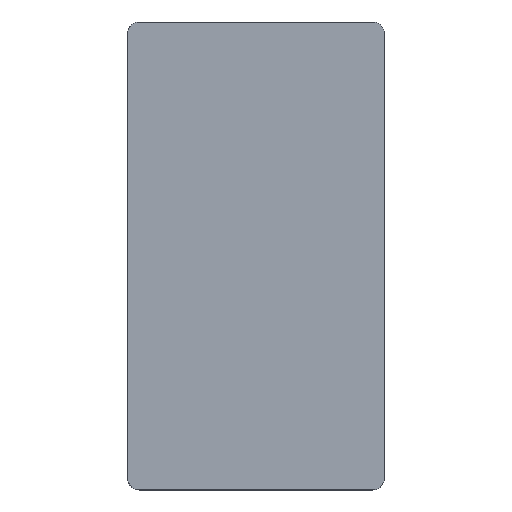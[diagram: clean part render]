
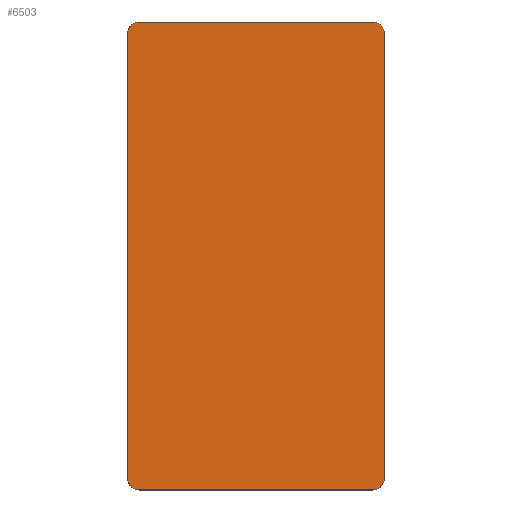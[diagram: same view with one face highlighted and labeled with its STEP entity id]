
A CAD part, top view. The second image highlights one B-rep face of the part: STEP entity #6503.
In plain terms, the highlighted planar face has unit normal (0, 0, 1).
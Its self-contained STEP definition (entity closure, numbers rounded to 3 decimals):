
#334=PLANE('',#6733);
#684=FACE_OUTER_BOUND('',#1060,.T.);
#1060=EDGE_LOOP('',(#5946,#5947,#5948,#5949,#5950,#5951,#5952,#5953));
#1920=LINE('',#12268,#2522);
#1924=LINE('',#12280,#2526);
#1934=LINE('',#12305,#2536);
#1935=LINE('',#12308,#2537);
#2522=VECTOR('',#7624,10.);
#2526=VECTOR('',#7636,10.);
#2536=VECTOR('',#7656,10.);
#2537=VECTOR('',#7659,10.);
#2660=CIRCLE('',#6723,2.);
#2661=CIRCLE('',#6726,2.);
#2664=CIRCLE('',#6732,2.);
#2665=CIRCLE('',#6734,2.);
#3231=VERTEX_POINT('',#12252);
#3232=VERTEX_POINT('',#12253);
#3237=VERTEX_POINT('',#12266);
#3238=VERTEX_POINT('',#12270);
#3241=VERTEX_POINT('',#12278);
#3250=VERTEX_POINT('',#12300);
#3251=VERTEX_POINT('',#12304);
#3252=VERTEX_POINT('',#12306);
#4141=EDGE_CURVE('',#3231,#3232,#2660,.T.);
#4149=EDGE_CURVE('',#3231,#3237,#1920,.T.);
#4150=EDGE_CURVE('',#3238,#3237,#2661,.T.);
#4155=EDGE_CURVE('',#3238,#3241,#1924,.T.);
#4165=EDGE_CURVE('',#3250,#3241,#2664,.T.);
#4167=EDGE_CURVE('',#3250,#3251,#1934,.T.);
#4168=EDGE_CURVE('',#3252,#3251,#2665,.T.);
#4169=EDGE_CURVE('',#3252,#3232,#1935,.T.);
#5946=ORIENTED_EDGE('',*,*,#4141,.F.);
#5947=ORIENTED_EDGE('',*,*,#4149,.T.);
#5948=ORIENTED_EDGE('',*,*,#4150,.F.);
#5949=ORIENTED_EDGE('',*,*,#4155,.T.);
#5950=ORIENTED_EDGE('',*,*,#4165,.F.);
#5951=ORIENTED_EDGE('',*,*,#4167,.T.);
#5952=ORIENTED_EDGE('',*,*,#4168,.F.);
#5953=ORIENTED_EDGE('',*,*,#4169,.T.);
#6503=ADVANCED_FACE('',(#684),#334,.T.);
#6723=AXIS2_PLACEMENT_3D('',#12254,#7613,#7614);
#6726=AXIS2_PLACEMENT_3D('',#12271,#7627,#7628);
#6732=AXIS2_PLACEMENT_3D('',#12301,#7651,#7652);
#6733=AXIS2_PLACEMENT_3D('',#12303,#7654,#7655);
#6734=AXIS2_PLACEMENT_3D('',#12307,#7657,#7658);
#7613=DIRECTION('center_axis',(0.,0.,-1.));
#7614=DIRECTION('ref_axis',(-0.707,-0.707,0.));
#7624=DIRECTION('',(1.,0.,0.));
#7627=DIRECTION('center_axis',(0.,0.,-1.));
#7628=DIRECTION('ref_axis',(0.707,-0.707,0.));
#7636=DIRECTION('',(0.,1.,0.));
#7651=DIRECTION('center_axis',(0.,0.,-1.));
#7652=DIRECTION('ref_axis',(0.707,0.707,0.));
#7654=DIRECTION('center_axis',(0.,0.,1.));
#7655=DIRECTION('ref_axis',(1.,0.,0.));
#7656=DIRECTION('',(-1.,0.,0.));
#7657=DIRECTION('center_axis',(0.,0.,-1.));
#7658=DIRECTION('ref_axis',(-0.707,0.707,0.));
#7659=DIRECTION('',(0.,-1.,0.));
#12252=CARTESIAN_POINT('',(-20.,-14.052,-5.));
#12253=CARTESIAN_POINT('',(-22.,-12.052,-5.));
#12254=CARTESIAN_POINT('Origin',(-20.,-12.052,-5.));
#12266=CARTESIAN_POINT('',(20.,-14.052,-5.));
#12268=CARTESIAN_POINT('',(-15.5,-14.052,-5.));
#12270=CARTESIAN_POINT('',(22.,-12.052,-5.));
#12271=CARTESIAN_POINT('Origin',(20.,-12.052,-5.));
#12278=CARTESIAN_POINT('',(22.,64.052,-5.));
#12280=CARTESIAN_POINT('',(22.,-14.052,-5.));
#12300=CARTESIAN_POINT('',(20.,66.052,-5.));
#12301=CARTESIAN_POINT('Origin',(20.,64.052,-5.));
#12303=CARTESIAN_POINT('Origin',(0.,26.,-5.));
#12304=CARTESIAN_POINT('',(-20.,66.052,-5.));
#12305=CARTESIAN_POINT('',(22.,66.052,-5.));
#12306=CARTESIAN_POINT('',(-22.,64.052,-5.));
#12307=CARTESIAN_POINT('Origin',(-20.,64.052,-5.));
#12308=CARTESIAN_POINT('',(-22.,66.052,-5.));
